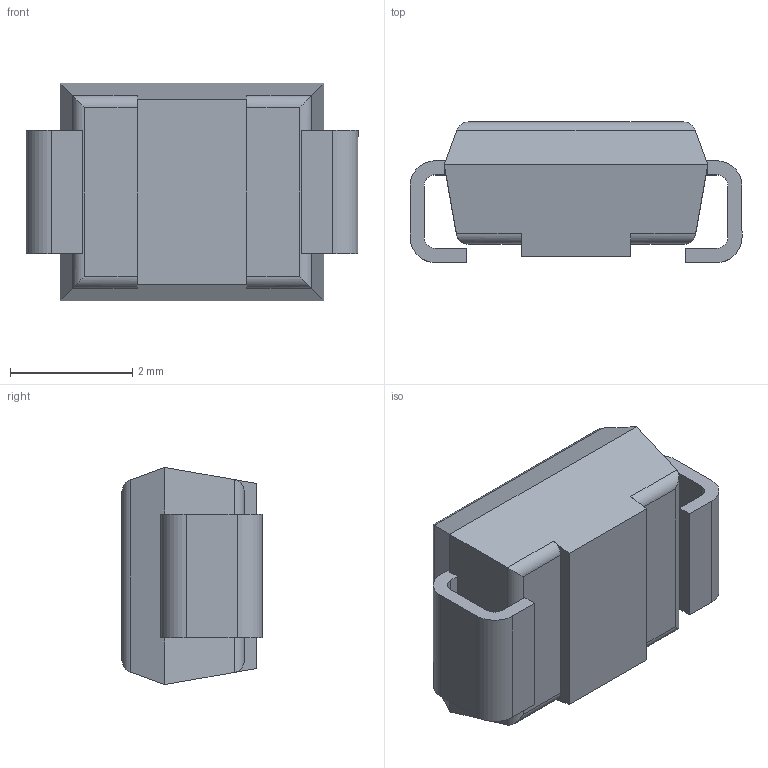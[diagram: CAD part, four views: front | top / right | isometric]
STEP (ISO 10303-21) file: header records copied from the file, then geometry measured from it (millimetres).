
FILE_DESCRIPTION (( 'STEP AP214' ), '1' );
FILE_NAME ('User Library-403A-03_rotated.STEP', '2021-04-19T00:05:34', ( '' ), ( '' ), 'SwSTEP 2.0', 'SolidWorks 2020', '' );
FILE_SCHEMA (( 'AUTOMOTIVE_DESIGN' ));
Length unit declared in the file: millimetre
Products named in the file (2): Component1; User Library-403A-03_rotated
Assembly tree (1 placements, depth 2):
  User Library-403A-03_rotated
    Component1
Bounding box: 5.44 x 2.31 x 3.56 mm (x, y, z)
Volume: 30.4 mm3; surface area: 78.3 mm2
Topology: 1 solids, 1 shells, 60 faces, 158 edges, 100 vertices
Faces by surface type: plane 42, cylinder 18
Entity records: 2540 total; most frequent: CARTESIAN_POINT 346, ORIENTED_EDGE 316, DIRECTION 298, EDGE_CURVE 158, LINE 130, VECTOR 130, VERTEX_POINT 100, AXIS2_PLACEMENT_3D 84
